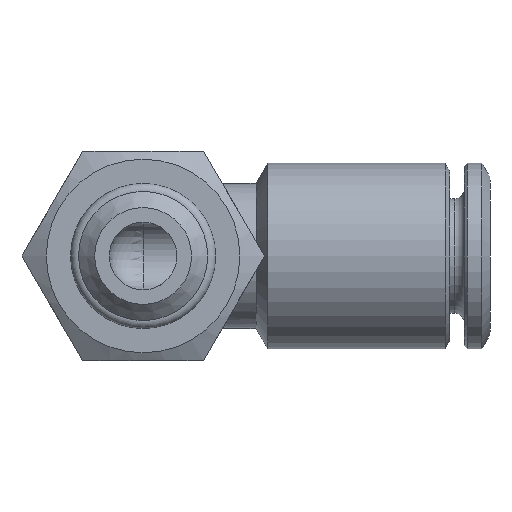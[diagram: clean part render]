
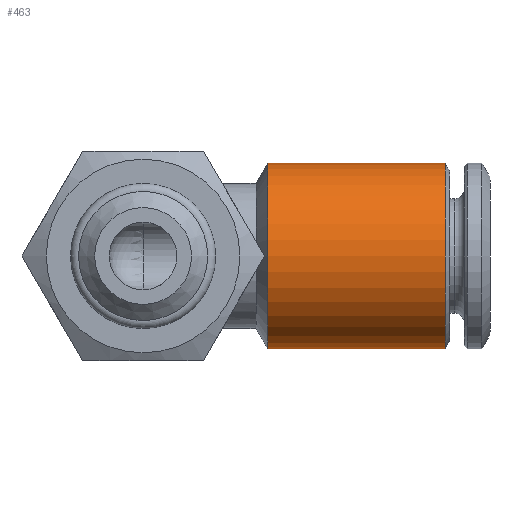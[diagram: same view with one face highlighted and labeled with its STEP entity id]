
A CAD part, front view. The second image highlights one B-rep face of the part: STEP entity #463.
In plain terms, the highlighted cylindrical face has radius 5.75 mm (diameter 11.5 mm), a full revolution.
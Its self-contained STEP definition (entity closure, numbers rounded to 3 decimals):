
#75=CYLINDRICAL_SURFACE('',#525,5.75);
#95=FACE_BOUND('',#185,.T.);
#131=FACE_OUTER_BOUND('',#184,.T.);
#184=EDGE_LOOP('',(#415));
#185=EDGE_LOOP('',(#416));
#222=CIRCLE('',#524,5.75);
#223=CIRCLE('',#526,5.75);
#265=VERTEX_POINT('',#839);
#266=VERTEX_POINT('',#842);
#318=EDGE_CURVE('',#265,#265,#222,.T.);
#319=EDGE_CURVE('',#266,#266,#223,.T.);
#415=ORIENTED_EDGE('',*,*,#319,.F.);
#416=ORIENTED_EDGE('',*,*,#318,.T.);
#463=ADVANCED_FACE('',(#131,#95),#75,.T.);
#524=AXIS2_PLACEMENT_3D('',#840,#650,#651);
#525=AXIS2_PLACEMENT_3D('',#841,#652,#653);
#526=AXIS2_PLACEMENT_3D('',#843,#654,#655);
#650=DIRECTION('center_axis',(1.,0.,0.));
#651=DIRECTION('ref_axis',(0.,1.,0.));
#652=DIRECTION('center_axis',(1.,0.,0.));
#653=DIRECTION('ref_axis',(0.,1.,0.));
#654=DIRECTION('center_axis',(1.,0.,0.));
#655=DIRECTION('ref_axis',(0.,1.,0.));
#839=CARTESIAN_POINT('',(-13.778,5.75,0.));
#840=CARTESIAN_POINT('Origin',(-13.778,0.,0.));
#841=CARTESIAN_POINT('Origin',(-8.283,0.,
0.));
#842=CARTESIAN_POINT('',(-2.789,5.75,0.));
#843=CARTESIAN_POINT('Origin',(-2.789,0.,
0.));
